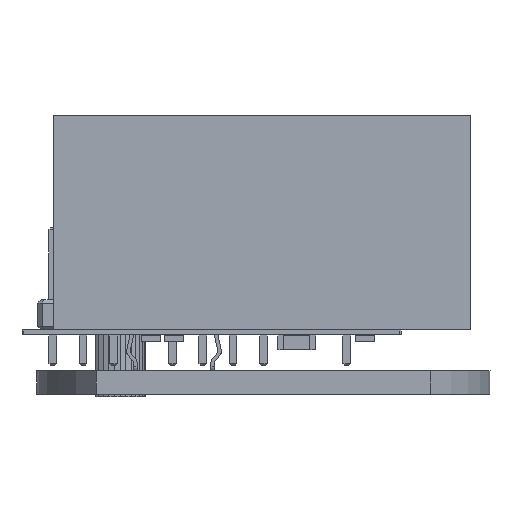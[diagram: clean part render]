
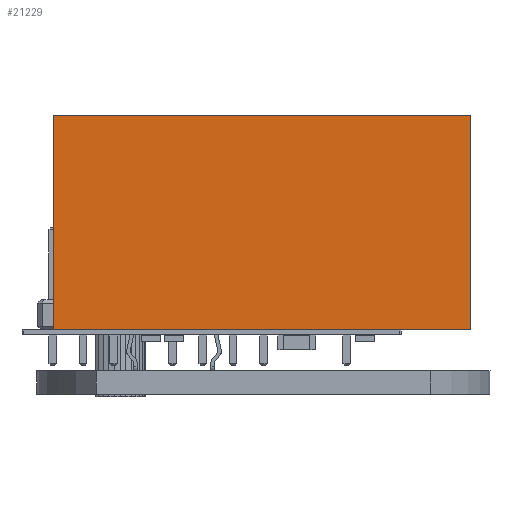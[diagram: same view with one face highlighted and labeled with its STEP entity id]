
A CAD part, left-side view. The second image highlights one B-rep face of the part: STEP entity #21229.
In plain terms, the highlighted planar face has unit normal (-1, 0, 0).
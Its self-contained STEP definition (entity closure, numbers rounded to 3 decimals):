
#21100 = EDGE_CURVE('',#21101,#21103,#21105,.T.);
#21101 = VERTEX_POINT('',#21102);
#21102 = CARTESIAN_POINT('',(-12.998,17.513,0.));
#21103 = VERTEX_POINT('',#21104);
#21104 = CARTESIAN_POINT('',(-12.998,17.513,18.));
#21105 = LINE('',#21106,#21107);
#21106 = CARTESIAN_POINT('',(-12.998,17.513,0.));
#21107 = VECTOR('',#21108,1.);
#21108 = DIRECTION('',(0.,0.,1.));
#21204 = VERTEX_POINT('',#21205);
#21205 = CARTESIAN_POINT('',(-12.998,-17.513,18.));
#21211 = EDGE_CURVE('',#21212,#21204,#21214,.T.);
#21212 = VERTEX_POINT('',#21213);
#21213 = CARTESIAN_POINT('',(-12.998,-17.513,0.));
#21214 = LINE('',#21215,#21216);
#21215 = CARTESIAN_POINT('',(-12.998,-17.513,0.));
#21216 = VECTOR('',#21217,1.);
#21217 = DIRECTION('',(0.,0.,1.));
#21229 = ADVANCED_FACE('',(#21230),#21246,.T.);
#21230 = FACE_BOUND('',#21231,.T.);
#21231 = EDGE_LOOP('',(#21232,#21233,#21239,#21240));
#21232 = ORIENTED_EDGE('',*,*,#21211,.T.);
#21233 = ORIENTED_EDGE('',*,*,#21234,.T.);
#21234 = EDGE_CURVE('',#21204,#21103,#21235,.T.);
#21235 = LINE('',#21236,#21237);
#21236 = CARTESIAN_POINT('',(-12.998,-17.513,18.));
#21237 = VECTOR('',#21238,1.);
#21238 = DIRECTION('',(0.,1.,0.));
#21239 = ORIENTED_EDGE('',*,*,#21100,.F.);
#21240 = ORIENTED_EDGE('',*,*,#21241,.F.);
#21241 = EDGE_CURVE('',#21212,#21101,#21242,.T.);
#21242 = LINE('',#21243,#21244);
#21243 = CARTESIAN_POINT('',(-12.998,-17.513,0.));
#21244 = VECTOR('',#21245,1.);
#21245 = DIRECTION('',(0.,1.,0.));
#21246 = PLANE('',#21247);
#21247 = AXIS2_PLACEMENT_3D('',#21248,#21249,#21250);
#21248 = CARTESIAN_POINT('',(-12.998,-17.513,0.));
#21249 = DIRECTION('',(-1.,0.,0.));
#21250 = DIRECTION('',(0.,1.,0.));
